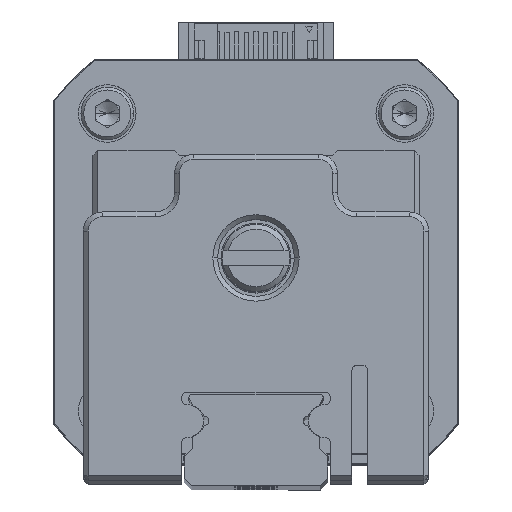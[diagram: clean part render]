
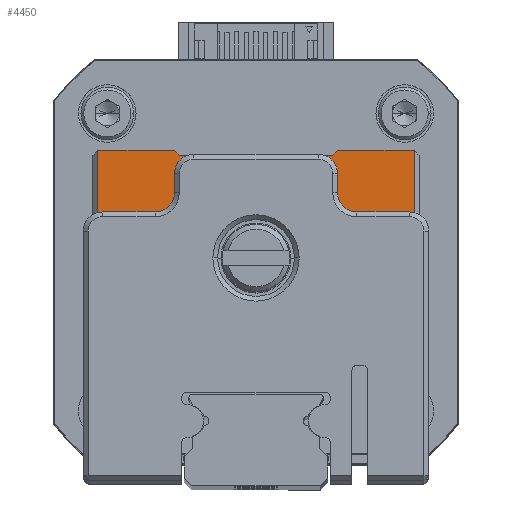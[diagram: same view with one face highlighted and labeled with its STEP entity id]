
A CAD part, top view. The second image highlights one B-rep face of the part: STEP entity #4450.
In plain terms, the highlighted planar face has unit normal (0, 0, 1).
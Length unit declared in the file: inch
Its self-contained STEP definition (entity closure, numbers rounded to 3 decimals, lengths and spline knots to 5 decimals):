
#200 = CARTESIAN_POINT ( 'NONE',  ( -0.607, 0.68405, 4.4685 ) ) ;
#334 = CIRCLE ( 'NONE', #21716, 0.08268 ) ;
#410 = CARTESIAN_POINT ( 'NONE',  ( 0.28473, 0.23168, 4.4685 ) ) ;
#649 = EDGE_CURVE ( 'NONE', #9209, #23898, #5124, .T. ) ;
#1754 = CARTESIAN_POINT ( 'NONE',  ( 0.69221, 0.68405, 4.4685 ) ) ;
#1946 = CARTESIAN_POINT ( 'NONE',  ( -0.27236, 0.66436, 4.4685 ) ) ;
#2289 = DIRECTION ( 'NONE',  ( 0., -1., 0. ) ) ;
#2573 = VERTEX_POINT ( 'NONE', #10421 ) ;
#2623 = DIRECTION ( 'NONE',  ( -0.707, 0.707, 0. ) ) ;
#2724 = CARTESIAN_POINT ( 'NONE',  ( 0.69221, -0.05414, 4.4685 ) ) ;
#2745 = VERTEX_POINT ( 'NONE', #1946 ) ;
#2855 = VECTOR ( 'NONE', #15001, 39.37008 ) ;
#3130 = AXIS2_PLACEMENT_3D ( 'NONE', #24387, #22459, #16642 ) ;
#3728 = ORIENTED_EDGE ( 'NONE', *, *, #10810, .T. ) ;
#4010 = ORIENTED_EDGE ( 'NONE', *, *, #15880, .F. ) ;
#4121 = AXIS2_PLACEMENT_3D ( 'NONE', #22636, #10983, #24571 ) ;
#4145 = EDGE_CURVE ( 'NONE', #2573, #20363, #24149, .T. ) ;
#4194 = CARTESIAN_POINT ( 'NONE',  ( 0.45008, 0.23168, 4.4685 ) ) ;
#4305 = EDGE_CURVE ( 'NONE', #12524, #7569, #25028, .T. ) ;
#4450 = ADVANCED_FACE ( 'NONE', ( #21996, #6481, #21366 ), #14703, .F. ) ;
#4486 = DIRECTION ( 'NONE',  ( 1., 0., 0. ) ) ;
#4543 = CIRCLE ( 'NONE', #12686, 0.08268 ) ;
#4803 = CARTESIAN_POINT ( 'NONE',  ( -0.607, -0.05414, 4.4685 ) ) ;
#4809 = ORIENTED_EDGE ( 'NONE', *, *, #13999, .T. ) ;
#4918 = LINE ( 'NONE', #8432, #14682 ) ;
#5099 = EDGE_CURVE ( 'NONE', #12714, #13269, #334, .T. ) ;
#5109 = EDGE_CURVE ( 'NONE', #12624, #24680, #20409, .T. ) ;
#5124 = LINE ( 'NONE', #15895, #10311 ) ;
#5200 = CARTESIAN_POINT ( 'NONE',  ( -0.62669, -0.05414, 4.4685 ) ) ;
#5981 = CARTESIAN_POINT ( 'NONE',  ( -0.2822, 0.23168, 4.4685 ) ) ;
#6169 = CARTESIAN_POINT ( 'NONE',  ( -0.2822, 0.23168, 4.4685 ) ) ;
#6299 = EDGE_LOOP ( 'NONE', ( #12724, #15996 ) ) ;
#6481 = FACE_BOUND ( 'NONE', #7972, .T. ) ;
#6691 = CIRCLE ( 'NONE', #4121, 0.08268 ) ;
#6725 = ORIENTED_EDGE ( 'NONE', *, *, #5099, .F. ) ;
#6739 = ORIENTED_EDGE ( 'NONE', *, *, #649, .T. ) ;
#6982 = VECTOR ( 'NONE', #20934, 39.37008 ) ;
#7085 = DIRECTION ( 'NONE',  ( 0., 0., -1. ) ) ;
#7104 = CARTESIAN_POINT ( 'NONE',  ( 0.35756, 0.66436, 4.4685 ) ) ;
#7278 = VERTEX_POINT ( 'NONE', #7104 ) ;
#7324 = CARTESIAN_POINT ( 'NONE',  ( -0.27236, 0.66436, 4.4685 ) ) ;
#7569 = VERTEX_POINT ( 'NONE', #4194 ) ;
#7932 = DIRECTION ( 'NONE',  ( 1., 0., 0. ) ) ;
#7972 = EDGE_LOOP ( 'NONE', ( #4010, #6725 ) ) ;
#8130 = DIRECTION ( 'NONE',  ( 1., 0., 0. ) ) ;
#8146 = CARTESIAN_POINT ( 'NONE',  ( -0.19952, 0.23168, 4.4685 ) ) ;
#8230 = ORIENTED_EDGE ( 'NONE', *, *, #22242, .T. ) ;
#8415 = CARTESIAN_POINT ( 'NONE',  ( 0.36741, 0.23168, 4.4685 ) ) ;
#8432 = CARTESIAN_POINT ( 'NONE',  ( -0.62669, -0.05414, 4.4685 ) ) ;
#8435 = EDGE_CURVE ( 'NONE', #2745, #24680, #19331, .T. ) ;
#8534 = VERTEX_POINT ( 'NONE', #4803 ) ;
#8667 = CARTESIAN_POINT ( 'NONE',  ( -0.17393, 0.22145, 4.4685 ) ) ;
#8728 = EDGE_CURVE ( 'NONE', #22999, #20454, #17812, .T. ) ;
#9209 = VERTEX_POINT ( 'NONE', #19818 ) ;
#9777 = ORIENTED_EDGE ( 'NONE', *, *, #20602, .T. ) ;
#9846 = VECTOR ( 'NONE', #21420, 39.37008 ) ;
#9896 = LINE ( 'NONE', #1754, #20214 ) ;
#10311 = VECTOR ( 'NONE', #2289, 39.37008 ) ;
#10366 = DIRECTION ( 'NONE',  ( 1., 0., 0. ) ) ;
#10421 = CARTESIAN_POINT ( 'NONE',  ( -0.17393, -0.05414, 4.4685 ) ) ;
#10497 = AXIS2_PLACEMENT_3D ( 'NONE', #18725, #7085, #20676 ) ;
#10774 = DIRECTION ( 'NONE',  ( -0.707, -0.707, 0. ) ) ;
#10810 = EDGE_CURVE ( 'NONE', #12624, #8534, #23498, .T. ) ;
#10983 = DIRECTION ( 'NONE',  ( 0., 0., 1. ) ) ;
#11035 = CARTESIAN_POINT ( 'NONE',  ( 0.37725, 0.68405, 4.4685 ) ) ;
#11451 = AXIS2_PLACEMENT_3D ( 'NONE', #8415, #22018, #10366 ) ;
#11532 = CARTESIAN_POINT ( 'NONE',  ( -0.62669, 0.68405, 4.4685 ) ) ;
#11607 = EDGE_CURVE ( 'NONE', #22999, #7278, #15554, .T. ) ;
#11774 = EDGE_LOOP ( 'NONE', ( #14760, #25095, #14980, #3728, #8230, #13716, #4809, #6739, #23527, #9777, #20263, #14821 ) ) ;
#12334 = CARTESIAN_POINT ( 'NONE',  ( -0.607, 0.68405, 4.4685 ) ) ;
#12524 = VERTEX_POINT ( 'NONE', #410 ) ;
#12566 = VECTOR ( 'NONE', #21611, 39.37008 ) ;
#12624 = VERTEX_POINT ( 'NONE', #12334 ) ;
#12686 = AXIS2_PLACEMENT_3D ( 'NONE', #6169, #19730, #8130 ) ;
#12714 = VERTEX_POINT ( 'NONE', #24299 ) ;
#12724 = ORIENTED_EDGE ( 'NONE', *, *, #12950, .F. ) ;
#12950 = EDGE_CURVE ( 'NONE', #7569, #12524, #6691, .T. ) ;
#13269 = VERTEX_POINT ( 'NONE', #8146 ) ;
#13495 = DIRECTION ( 'NONE',  ( 1., 0., 0. ) ) ;
#13503 = DIRECTION ( 'NONE',  ( 0., 1., 0. ) ) ;
#13716 = ORIENTED_EDGE ( 'NONE', *, *, #4145, .T. ) ;
#13999 = EDGE_CURVE ( 'NONE', #20363, #9209, #14425, .T. ) ;
#14061 = EDGE_CURVE ( 'NONE', #23898, #23953, #22936, .T. ) ;
#14274 = CARTESIAN_POINT ( 'NONE',  ( -0.27236, 0.66436, 4.4685 ) ) ;
#14425 = CIRCLE ( 'NONE', #10497, 0.21654 ) ;
#14682 = VECTOR ( 'NONE', #4486, 39.37008 ) ;
#14703 = PLANE ( 'NONE',  #3130 ) ;
#14760 = ORIENTED_EDGE ( 'NONE', *, *, #16223, .F. ) ;
#14821 = ORIENTED_EDGE ( 'NONE', *, *, #11607, .T. ) ;
#14980 = ORIENTED_EDGE ( 'NONE', *, *, #5109, .F. ) ;
#15001 = DIRECTION ( 'NONE',  ( 1., 0., 0. ) ) ;
#15554 = LINE ( 'NONE', #22440, #16164 ) ;
#15880 = EDGE_CURVE ( 'NONE', #13269, #12714, #4543, .T. ) ;
#15895 = CARTESIAN_POINT ( 'NONE',  ( 0.25914, 0.22145, 4.4685 ) ) ;
#15996 = ORIENTED_EDGE ( 'NONE', *, *, #4305, .F. ) ;
#16159 = CARTESIAN_POINT ( 'NONE',  ( 0.25914, -0.05414, 4.4685 ) ) ;
#16164 = VECTOR ( 'NONE', #10774, 39.37008 ) ;
#16223 = EDGE_CURVE ( 'NONE', #2745, #7278, #21267, .T. ) ;
#16642 = DIRECTION ( 'NONE',  ( -1., 0., 0. ) ) ;
#17812 = LINE ( 'NONE', #11532, #22418 ) ;
#18725 = CARTESIAN_POINT ( 'NONE',  ( 0.0426, 0.22145, 4.4685 ) ) ;
#19331 = LINE ( 'NONE', #14274, #19932 ) ;
#19443 = CARTESIAN_POINT ( 'NONE',  ( -0.17393, -0.07383, 4.4685 ) ) ;
#19548 = DIRECTION ( 'NONE',  ( 0., 0., 1. ) ) ;
#19730 = DIRECTION ( 'NONE',  ( 0., 0., 1. ) ) ;
#19818 = CARTESIAN_POINT ( 'NONE',  ( 0.25914, 0.22145, 4.4685 ) ) ;
#19932 = VECTOR ( 'NONE', #2623, 39.37008 ) ;
#20214 = VECTOR ( 'NONE', #13503, 39.37008 ) ;
#20263 = ORIENTED_EDGE ( 'NONE', *, *, #8728, .F. ) ;
#20363 = VERTEX_POINT ( 'NONE', #8667 ) ;
#20409 = LINE ( 'NONE', #23495, #24979 ) ;
#20454 = VERTEX_POINT ( 'NONE', #24619 ) ;
#20602 = EDGE_CURVE ( 'NONE', #23953, #20454, #9896, .T. ) ;
#20676 = DIRECTION ( 'NONE',  ( -1., 0., 0. ) ) ;
#20934 = DIRECTION ( 'NONE',  ( 1., 0., 0. ) ) ;
#21267 = LINE ( 'NONE', #7324, #6982 ) ;
#21366 = FACE_OUTER_BOUND ( 'NONE', #11774, .T. ) ;
#21420 = DIRECTION ( 'NONE',  ( 0., 1., 0. ) ) ;
#21532 = DIRECTION ( 'NONE',  ( 1., 0., 0. ) ) ;
#21611 = DIRECTION ( 'NONE',  ( 0., -1., 0. ) ) ;
#21716 = AXIS2_PLACEMENT_3D ( 'NONE', #5981, #19548, #7932 ) ;
#21996 = FACE_BOUND ( 'NONE', #6299, .T. ) ;
#22018 = DIRECTION ( 'NONE',  ( 0., 0., 1. ) ) ;
#22242 = EDGE_CURVE ( 'NONE', #8534, #2573, #4918, .T. ) ;
#22418 = VECTOR ( 'NONE', #13495, 39.37008 ) ;
#22440 = CARTESIAN_POINT ( 'NONE',  ( 0.35756, 0.66436, 4.4685 ) ) ;
#22459 = DIRECTION ( 'NONE',  ( 0., 0., -1. ) ) ;
#22636 = CARTESIAN_POINT ( 'NONE',  ( 0.36741, 0.23168, 4.4685 ) ) ;
#22936 = LINE ( 'NONE', #5200, #2855 ) ;
#22999 = VERTEX_POINT ( 'NONE', #11035 ) ;
#23078 = CARTESIAN_POINT ( 'NONE',  ( -0.29204, 0.68405, 4.4685 ) ) ;
#23495 = CARTESIAN_POINT ( 'NONE',  ( -0.62669, 0.68405, 4.4685 ) ) ;
#23498 = LINE ( 'NONE', #200, #12566 ) ;
#23527 = ORIENTED_EDGE ( 'NONE', *, *, #14061, .T. ) ;
#23898 = VERTEX_POINT ( 'NONE', #16159 ) ;
#23953 = VERTEX_POINT ( 'NONE', #2724 ) ;
#24149 = LINE ( 'NONE', #19443, #9846 ) ;
#24299 = CARTESIAN_POINT ( 'NONE',  ( -0.36488, 0.23168, 4.4685 ) ) ;
#24387 = CARTESIAN_POINT ( 'NONE',  ( -0.62669, 0.68405, 4.4685 ) ) ;
#24571 = DIRECTION ( 'NONE',  ( 1., 0., 0. ) ) ;
#24619 = CARTESIAN_POINT ( 'NONE',  ( 0.69221, 0.68405, 4.4685 ) ) ;
#24680 = VERTEX_POINT ( 'NONE', #23078 ) ;
#24979 = VECTOR ( 'NONE', #21532, 39.37008 ) ;
#25028 = CIRCLE ( 'NONE', #11451, 0.08268 ) ;
#25095 = ORIENTED_EDGE ( 'NONE', *, *, #8435, .T. ) ;
